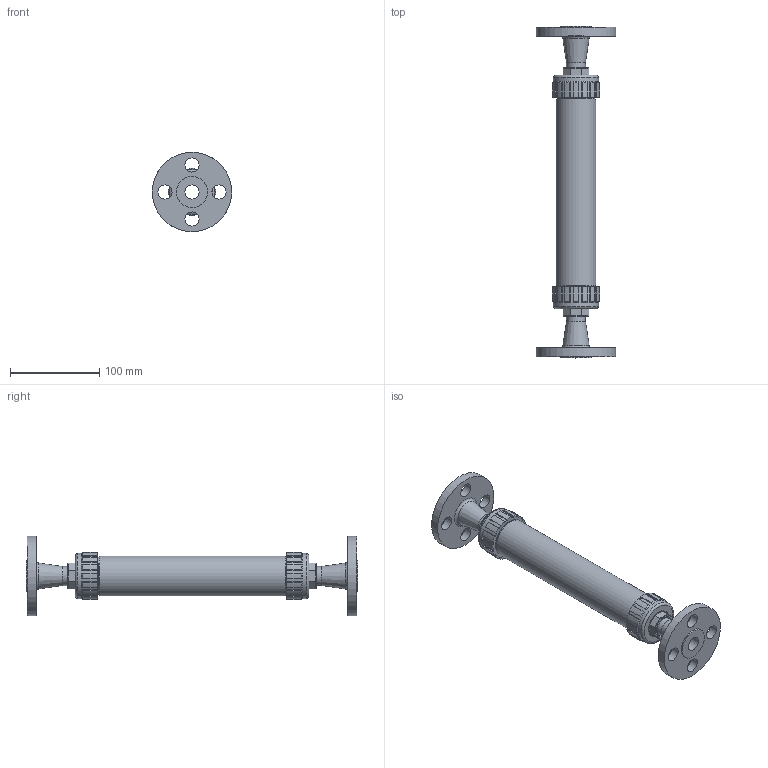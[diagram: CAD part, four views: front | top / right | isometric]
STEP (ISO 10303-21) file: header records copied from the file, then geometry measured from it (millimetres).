
FILE_DESCRIPTION((''),'2;1');
FILE_NAME('CVG-100-SS-50F_R0.iam.stp','2016-10-28T12:29:07',(''),(''),'Autodesk Inventor 2009','Autodesk Inventor 2009','');
FILE_SCHEMA(('AUTOMOTIVE_DESIGN { 1 0 10303 214 1 1 1 1 }'));
Length unit declared in the file: inch
Products named in the file (6): CVG-100-SS-50F_R0; CVG-3-100-METAL-S-50_R1; CVG-6-100; CVG-1-100-A_R0; CVG-2-100_R5; FLG-RF50-WN-CL150
Assembly tree (8 placements, depth 2):
  CVG-100-SS-50F_R0
    CVG-3-100-METAL-S-50_R1  x2
    CVG-6-100  x2
    CVG-1-100-A_R0
    CVG-2-100_R5
    FLG-RF50-WN-CL150  x2
Bounding box: 88.88 x 371.58 x 88.88 mm (x, y, z)
Volume: 354891 mm3; surface area: 183963.9 mm2
Topology: 8 solids, 8 shells, 370 faces, 874 edges, 540 vertices
Faces by surface type: bspline 156, plane 128, cylinder 58, cone 26, torus 2
Full cylindrical faces by diameter (mm): 15.748 x8, 15.799 x2, 17.856 x2, 21.336 x2, 22.352 x2, 23.038 x2, 27.203 x1, 29.997 x1, 31.115 x2, 31.75 x2, 33.02 x2, 34.544 x4, 35.052 x2, 35.56 x1, 38.1 x2, 44.45 x1, 88.9 x2
Entity records: 14290 total; most frequent: CARTESIAN_POINT 9900, DIRECTION 822, ORIENTED_EDGE 818, EDGE_CURVE 409, AXIS2_PLACEMENT_3D 312, EDGE_LOOP 292, VERTEX_POINT 291, FACE_OUTER_BOUND 201
